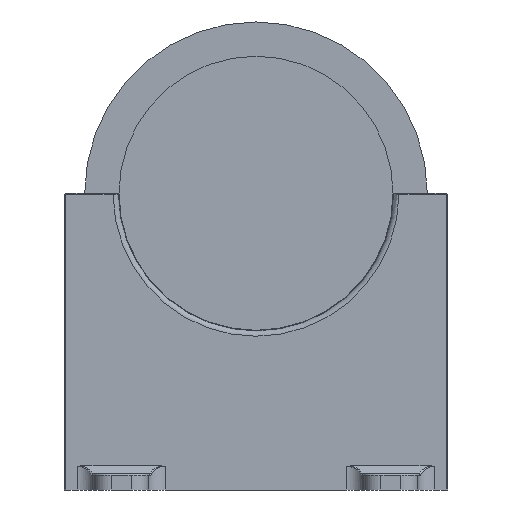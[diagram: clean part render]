
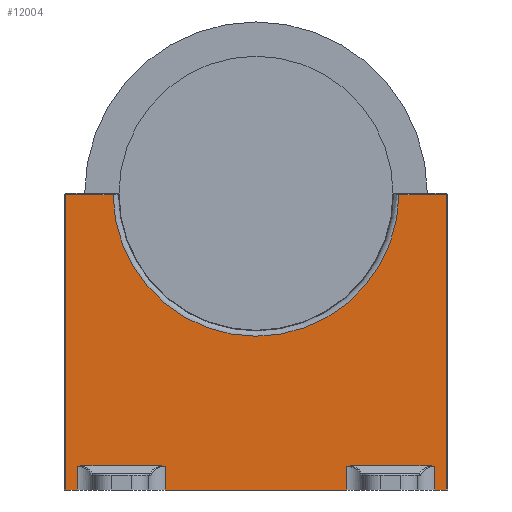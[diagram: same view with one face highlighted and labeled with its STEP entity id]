
A CAD part, left-side view. The second image highlights one B-rep face of the part: STEP entity #12004.
In plain terms, the highlighted face is planar.
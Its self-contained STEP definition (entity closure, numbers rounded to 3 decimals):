
#12004 = ADVANCED_FACE('',(#12005),#12173,.F.);
#12005 = FACE_BOUND('',#12006,.F.);
#12006 = EDGE_LOOP('',(#12007,#12018,#12027,#12035,#12043,#12051,#12059,
    #12070,#12078,#12089,#12097,#12105,#12113,#12124,#12132,#12143,
    #12151,#12159,#12167));
#12007 = ORIENTED_EDGE('',*,*,#12008,.T.);
#12008 = EDGE_CURVE('',#12009,#12011,#12013,.T.);
#12009 = VERTEX_POINT('',#12010);
#12010 = CARTESIAN_POINT('',(52.998,-0.5,0.));
#12011 = VERTEX_POINT('',#12012);
#12012 = CARTESIAN_POINT('',(0.079,-53.,0.));
#12013 = CIRCLE('',#12014,53.);
#12014 = AXIS2_PLACEMENT_3D('',#12015,#12016,#12017);
#12015 = CARTESIAN_POINT('',(0.,0.,0.));
#12016 = DIRECTION('',(0.,0.,-1.));
#12017 = DIRECTION('',(1.,-0.009,0.));
#12018 = ORIENTED_EDGE('',*,*,#12019,.T.);
#12019 = EDGE_CURVE('',#12011,#12020,#12022,.T.);
#12020 = VERTEX_POINT('',#12021);
#12021 = CARTESIAN_POINT('',(-52.998,-0.5,0.));
#12022 = CIRCLE('',#12023,53.);
#12023 = AXIS2_PLACEMENT_3D('',#12024,#12025,#12026);
#12024 = CARTESIAN_POINT('',(0.,0.,0.));
#12025 = DIRECTION('',(0.,0.,-1.));
#12026 = DIRECTION('',(0.001,-1.,0.));
#12027 = ORIENTED_EDGE('',*,*,#12028,.T.);
#12028 = EDGE_CURVE('',#12020,#12029,#12031,.T.);
#12029 = VERTEX_POINT('',#12030);
#12030 = CARTESIAN_POINT('',(-70.5,-0.5,0.));
#12031 = LINE('',#12032,#12033);
#12032 = CARTESIAN_POINT('',(-52.998,-0.5,0.));
#12033 = VECTOR('',#12034,1.);
#12034 = DIRECTION('',(-1.,0.,0.));
#12035 = ORIENTED_EDGE('',*,*,#12036,.T.);
#12036 = EDGE_CURVE('',#12029,#12037,#12039,.T.);
#12037 = VERTEX_POINT('',#12038);
#12038 = CARTESIAN_POINT('',(-70.5,-110.,0.));
#12039 = LINE('',#12040,#12041);
#12040 = CARTESIAN_POINT('',(-70.5,-0.5,0.));
#12041 = VECTOR('',#12042,1.);
#12042 = DIRECTION('',(0.,-1.,0.));
#12043 = ORIENTED_EDGE('',*,*,#12044,.F.);
#12044 = EDGE_CURVE('',#12045,#12037,#12047,.T.);
#12045 = VERTEX_POINT('',#12046);
#12046 = CARTESIAN_POINT('',(-66.3,-110.,0.));
#12047 = LINE('',#12048,#12049);
#12048 = CARTESIAN_POINT('',(-66.3,-110.,0.));
#12049 = VECTOR('',#12050,1.);
#12050 = DIRECTION('',(-1.,0.,0.));
#12051 = ORIENTED_EDGE('',*,*,#12052,.F.);
#12052 = EDGE_CURVE('',#12053,#12045,#12055,.T.);
#12053 = VERTEX_POINT('',#12054);
#12054 = CARTESIAN_POINT('',(-66.3,-101.207,
    0.));
#12055 = LINE('',#12056,#12057);
#12056 = CARTESIAN_POINT('',(-66.3,-101.207,
    0.));
#12057 = VECTOR('',#12058,1.);
#12058 = DIRECTION('',(0.,-1.,0.));
#12059 = ORIENTED_EDGE('',*,*,#12060,.T.);
#12060 = EDGE_CURVE('',#12053,#12061,#12063,.T.);
#12061 = VERTEX_POINT('',#12062);
#12062 = CARTESIAN_POINT('',(-64.896,-101.,
    0.));
#12063 = B_SPLINE_CURVE_WITH_KNOTS('',3,(#12064,#12065,#12066,#12067,
    #12068,#12069),.UNSPECIFIED.,.F.,.F.,(4,1,1,4),(0.,0.333,
    0.667,1.),.UNSPECIFIED.);
#12064 = CARTESIAN_POINT('',(-66.3,-101.207,
    0.));
#12065 = CARTESIAN_POINT('',(-66.149,-101.207,
    0.));
#12066 = CARTESIAN_POINT('',(-65.843,-101.193,
    0.));
#12067 = CARTESIAN_POINT('',(-65.375,-101.125,
    0.));
#12068 = CARTESIAN_POINT('',(-65.057,-101.047,
    0.));
#12069 = CARTESIAN_POINT('',(-64.896,-101.,
    0.));
#12070 = ORIENTED_EDGE('',*,*,#12071,.T.);
#12071 = EDGE_CURVE('',#12061,#12072,#12074,.T.);
#12072 = VERTEX_POINT('',#12073);
#12073 = CARTESIAN_POINT('',(-35.104,-101.,
    0.));
#12074 = LINE('',#12075,#12076);
#12075 = CARTESIAN_POINT('',(-64.896,-101.,
    0.));
#12076 = VECTOR('',#12077,1.);
#12077 = DIRECTION('',(1.,0.,0.));
#12078 = ORIENTED_EDGE('',*,*,#12079,.T.);
#12079 = EDGE_CURVE('',#12072,#12080,#12082,.T.);
#12080 = VERTEX_POINT('',#12081);
#12081 = CARTESIAN_POINT('',(-33.7,-101.207,
    0.));
#12082 = B_SPLINE_CURVE_WITH_KNOTS('',3,(#12083,#12084,#12085,#12086,
    #12087,#12088),.UNSPECIFIED.,.F.,.F.,(4,1,1,4),(0.,0.333,
    0.667,1.),.UNSPECIFIED.);
#12083 = CARTESIAN_POINT('',(-35.104,-101.,
    0.));
#12084 = CARTESIAN_POINT('',(-34.941,-101.047,
    0.));
#12085 = CARTESIAN_POINT('',(-34.62,-101.126,
    0.));
#12086 = CARTESIAN_POINT('',(-34.152,-101.193,
    0.));
#12087 = CARTESIAN_POINT('',(-33.849,-101.207,
    0.));
#12088 = CARTESIAN_POINT('',(-33.7,-101.207,
    0.));
#12089 = ORIENTED_EDGE('',*,*,#12090,.F.);
#12090 = EDGE_CURVE('',#12091,#12080,#12093,.T.);
#12091 = VERTEX_POINT('',#12092);
#12092 = CARTESIAN_POINT('',(-33.7,-110.,0.));
#12093 = LINE('',#12094,#12095);
#12094 = CARTESIAN_POINT('',(-33.7,-110.,0.));
#12095 = VECTOR('',#12096,1.);
#12096 = DIRECTION('',(0.,1.,0.));
#12097 = ORIENTED_EDGE('',*,*,#12098,.T.);
#12098 = EDGE_CURVE('',#12091,#12099,#12101,.T.);
#12099 = VERTEX_POINT('',#12100);
#12100 = CARTESIAN_POINT('',(33.7,-110.,0.));
#12101 = LINE('',#12102,#12103);
#12102 = CARTESIAN_POINT('',(-33.7,-110.,0.));
#12103 = VECTOR('',#12104,1.);
#12104 = DIRECTION('',(1.,0.,0.));
#12105 = ORIENTED_EDGE('',*,*,#12106,.F.);
#12106 = EDGE_CURVE('',#12107,#12099,#12109,.T.);
#12107 = VERTEX_POINT('',#12108);
#12108 = CARTESIAN_POINT('',(33.7,-101.207,
    0.));
#12109 = LINE('',#12110,#12111);
#12110 = CARTESIAN_POINT('',(33.7,-101.207,
    0.));
#12111 = VECTOR('',#12112,1.);
#12112 = DIRECTION('',(0.,-1.,0.));
#12113 = ORIENTED_EDGE('',*,*,#12114,.T.);
#12114 = EDGE_CURVE('',#12107,#12115,#12117,.T.);
#12115 = VERTEX_POINT('',#12116);
#12116 = CARTESIAN_POINT('',(35.104,-101.,
    0.));
#12117 = B_SPLINE_CURVE_WITH_KNOTS('',3,(#12118,#12119,#12120,#12121,
    #12122,#12123),.UNSPECIFIED.,.F.,.F.,(4,1,1,4),(0.,0.333,
    0.667,1.),.UNSPECIFIED.);
#12118 = CARTESIAN_POINT('',(33.7,-101.207,
    0.));
#12119 = CARTESIAN_POINT('',(33.851,-101.207,
    0.));
#12120 = CARTESIAN_POINT('',(34.157,-101.193,
    0.));
#12121 = CARTESIAN_POINT('',(34.625,-101.125,
    0.));
#12122 = CARTESIAN_POINT('',(34.943,-101.047,
    0.));
#12123 = CARTESIAN_POINT('',(35.104,-101.,
    0.));
#12124 = ORIENTED_EDGE('',*,*,#12125,.T.);
#12125 = EDGE_CURVE('',#12115,#12126,#12128,.T.);
#12126 = VERTEX_POINT('',#12127);
#12127 = CARTESIAN_POINT('',(64.896,-101.,
    0.));
#12128 = LINE('',#12129,#12130);
#12129 = CARTESIAN_POINT('',(35.104,-101.,
    0.));
#12130 = VECTOR('',#12131,1.);
#12131 = DIRECTION('',(1.,0.,0.));
#12132 = ORIENTED_EDGE('',*,*,#12133,.T.);
#12133 = EDGE_CURVE('',#12126,#12134,#12136,.T.);
#12134 = VERTEX_POINT('',#12135);
#12135 = CARTESIAN_POINT('',(66.3,-101.207,
    0.));
#12136 = B_SPLINE_CURVE_WITH_KNOTS('',3,(#12137,#12138,#12139,#12140,
    #12141,#12142),.UNSPECIFIED.,.F.,.F.,(4,1,1,4),(0.,0.333,
    0.667,1.),.UNSPECIFIED.);
#12137 = CARTESIAN_POINT('',(64.896,-101.,
    0.));
#12138 = CARTESIAN_POINT('',(65.059,-101.048,
    0.));
#12139 = CARTESIAN_POINT('',(65.381,-101.126,
    0.));
#12140 = CARTESIAN_POINT('',(65.849,-101.193,
    0.));
#12141 = CARTESIAN_POINT('',(66.151,-101.207,
    0.));
#12142 = CARTESIAN_POINT('',(66.3,-101.207,
    0.));
#12143 = ORIENTED_EDGE('',*,*,#12144,.F.);
#12144 = EDGE_CURVE('',#12145,#12134,#12147,.T.);
#12145 = VERTEX_POINT('',#12146);
#12146 = CARTESIAN_POINT('',(66.3,-110.,0.));
#12147 = LINE('',#12148,#12149);
#12148 = CARTESIAN_POINT('',(66.3,-110.,0.));
#12149 = VECTOR('',#12150,1.);
#12150 = DIRECTION('',(0.,1.,0.));
#12151 = ORIENTED_EDGE('',*,*,#12152,.F.);
#12152 = EDGE_CURVE('',#12153,#12145,#12155,.T.);
#12153 = VERTEX_POINT('',#12154);
#12154 = CARTESIAN_POINT('',(70.5,-110.,0.));
#12155 = LINE('',#12156,#12157);
#12156 = CARTESIAN_POINT('',(70.5,-110.,0.));
#12157 = VECTOR('',#12158,1.);
#12158 = DIRECTION('',(-1.,0.,0.));
#12159 = ORIENTED_EDGE('',*,*,#12160,.T.);
#12160 = EDGE_CURVE('',#12153,#12161,#12163,.T.);
#12161 = VERTEX_POINT('',#12162);
#12162 = CARTESIAN_POINT('',(70.5,-0.5,0.));
#12163 = LINE('',#12164,#12165);
#12164 = CARTESIAN_POINT('',(70.5,-110.,0.));
#12165 = VECTOR('',#12166,1.);
#12166 = DIRECTION('',(0.,1.,0.));
#12167 = ORIENTED_EDGE('',*,*,#12168,.T.);
#12168 = EDGE_CURVE('',#12161,#12009,#12169,.T.);
#12169 = LINE('',#12170,#12171);
#12170 = CARTESIAN_POINT('',(70.5,-0.5,0.));
#12171 = VECTOR('',#12172,1.);
#12172 = DIRECTION('',(-1.,0.,0.));
#12173 = PLANE('',#12174);
#12174 = AXIS2_PLACEMENT_3D('',#12175,#12176,#12177);
#12175 = CARTESIAN_POINT('',(0.,0.,0.));
#12176 = DIRECTION('',(0.,0.,1.));
#12177 = DIRECTION('',(1.,0.,-0.));
